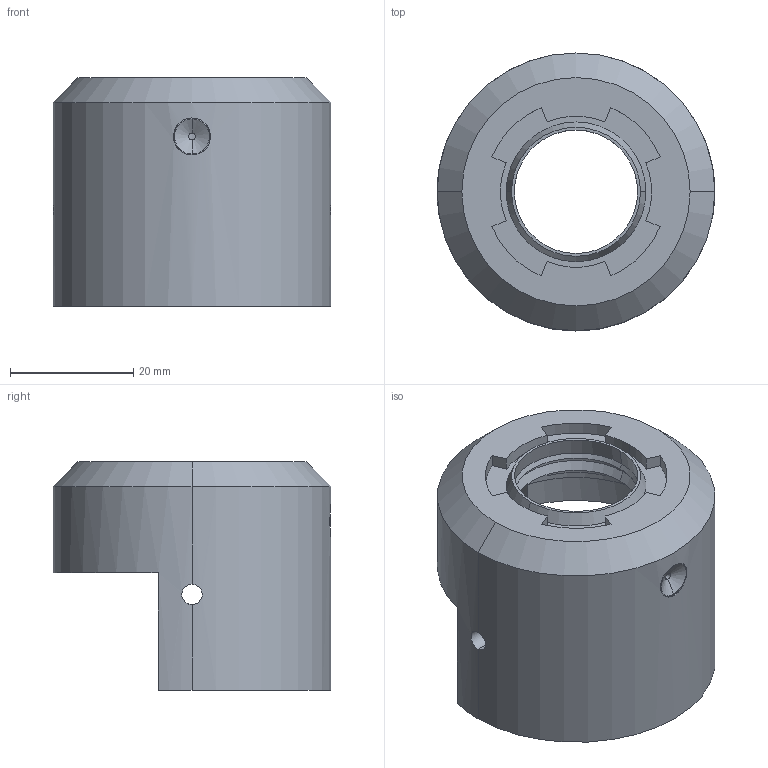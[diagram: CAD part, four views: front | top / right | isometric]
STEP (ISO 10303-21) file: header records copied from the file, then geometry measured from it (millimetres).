
FILE_DESCRIPTION (( 'STEP AP214' ), '1' );
FILE_NAME ('PA01-37!20-R.STEP', '2008-04-09T10:09:34', ( 'Ausderau' ), ( 'NTI AG' ), 'SwSTEP 2.0', 'SolidWorks 2005037', '' );
FILE_SCHEMA (( 'AUTOMOTIVE_DESIGN' ));
Length unit declared in the file: millimetre
Products named in the file (1): PA01-37!20-R
Bounding box: 45 x 45 x 37 mm (x, y, z)
Volume: 19459.3 mm3; surface area: 9902.7 mm2
Topology: 1 solids, 1 shells, 87 faces, 234 edges, 148 vertices
Faces by surface type: cylinder 41, plane 30, cone 14, torus 2
Entity records: 3373 total; most frequent: CARTESIAN_POINT 794, DIRECTION 490, ORIENTED_EDGE 468, EDGE_CURVE 234, AXIS2_PLACEMENT_3D 182, VERTEX_POINT 148, LINE 126, VECTOR 126
